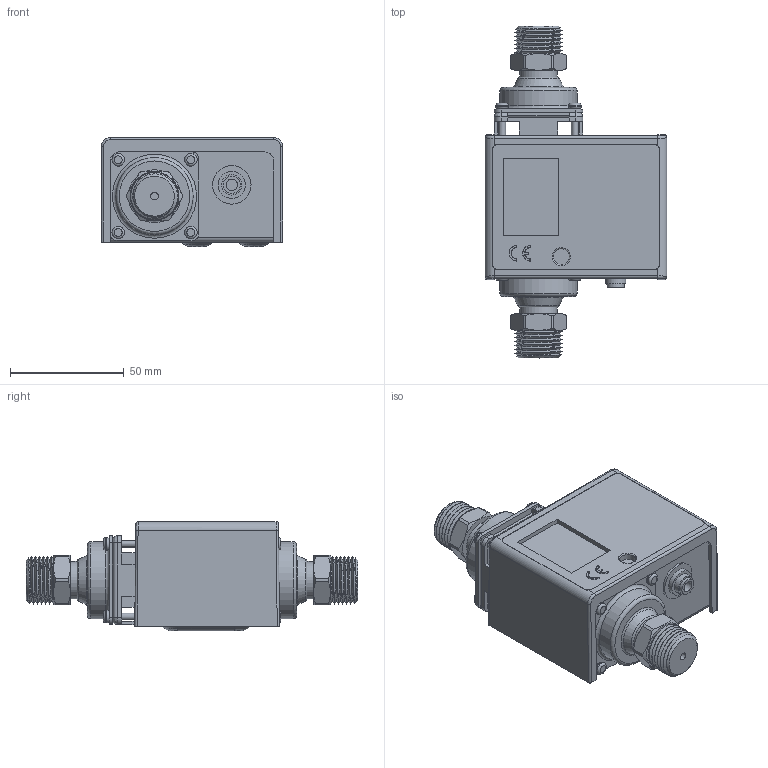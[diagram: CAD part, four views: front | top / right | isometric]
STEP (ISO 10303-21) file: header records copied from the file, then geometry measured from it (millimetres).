
FILE_DESCRIPTION(/* description */ (''),/* implementation_level */ '2;1');
FILE_NAME(/* name */ '017D001566R',/* time_stamp */ '2026-01-27T19:31:20+08:00',/* author */ (''),/* organization */ (''),/* preprocessor_version */ 'ST-DEVELOPER v9',/* originating_system */ 'EDS PLM SOLUTIONS - UNIGRAPHICS NX 2.0',/* authorisation */ '');
FILE_SCHEMA (('CONFIG_CONTROL_DESIGN'));
Length unit declared in the file: millimetre
Products named in the file (1): Admi9B06czjz
Bounding box: 80 x 146.1 x 48.1 mm (x, y, z)
Volume: 253059 mm3; surface area: 64227.8 mm2
Topology: 5 solids, 5 shells, 317 faces, 765 edges, 499 vertices
Faces by surface type: plane 146, cylinder 99, torus 29, bspline 24, cone 19
Full cylindrical faces by diameter (mm): 3 x4, 3.3 x6, 5 x1, 5.5 x8, 7 x1, 7.5 x1, 9 x1, 10.2 x1, 12 x1, 16.5 x2, 17 x1, 34 x2
Entity records: 13300 total; most frequent: CARTESIAN_POINT 6310, DIRECTION 1436, ORIENTED_EDGE 1334, EDGE_CURVE 667, AXIS2_PLACEMENT_3D 559, VERTEX_POINT 465, EDGE_LOOP 418, LINE 318
